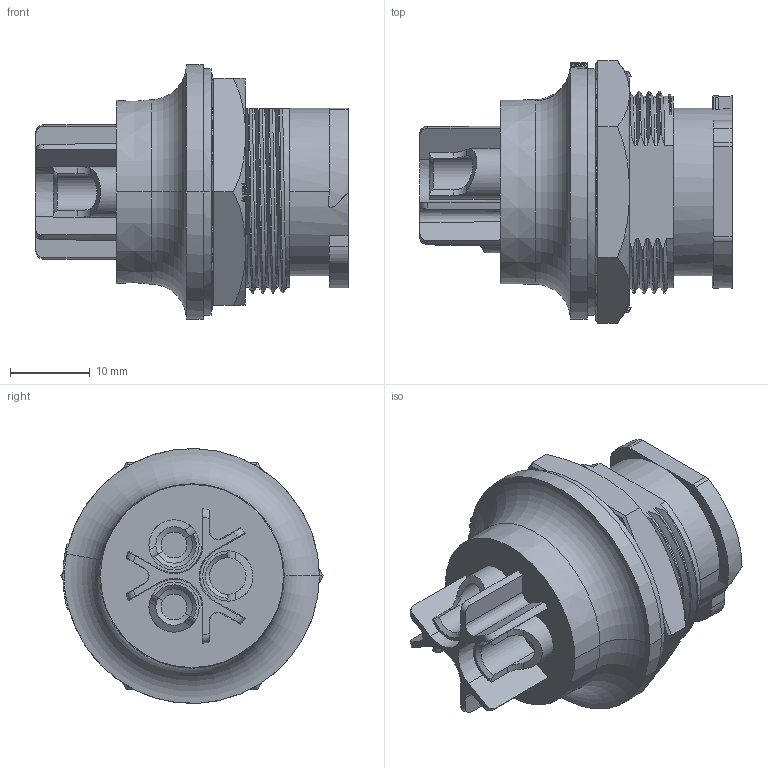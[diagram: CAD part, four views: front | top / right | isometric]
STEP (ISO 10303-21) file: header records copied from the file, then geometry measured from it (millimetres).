
FILE_DESCRIPTION((''),'2;1');
FILE_NAME('DM-03PMFS-QC801P_SW0001','2023-02-13T',('K170047'),(''),'PRO/ENGINEER BY PARAMETRIC TECHNOLOGY CORPORATION, 2013050','PRO/ENGINEER BY PARAMETRIC TECHNOLOGY CORPORATION, 2013050','');
FILE_SCHEMA(('CONFIG_CONTROL_DESIGN'));
Length unit declared in the file: millimetre
Products named in the file (1): DM-03PMFS-QC801P_SW0001
Bounding box: 39.2 x 32.91 x 31.99 mm (x, y, z)
Volume: 12630.1 mm3; surface area: 10763.4 mm2
Topology: 4 solids, 4 shells, 836 faces, 2358 edges, 1489 vertices
Faces by surface type: cylinder 299, plane 175, bspline 131, torus 108, cone 85, extrusion 38
Entity records: 53817 total; most frequent: CARTESIAN_POINT 28133, ORIENTED_EDGE 4704, DIRECTION 3276, EDGE_CURVE 2352, VERTEX_POINT 1489, AXIS2_PLACEMENT_3D 1260, B_SPLINE_CURVE_WITH_KNOTS 1079, EDGE_LOOP 901
